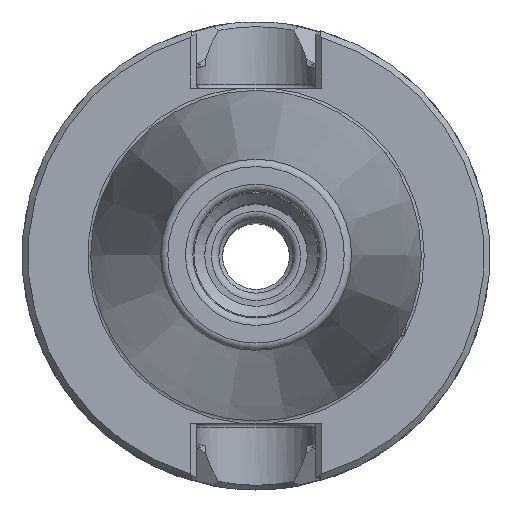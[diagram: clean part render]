
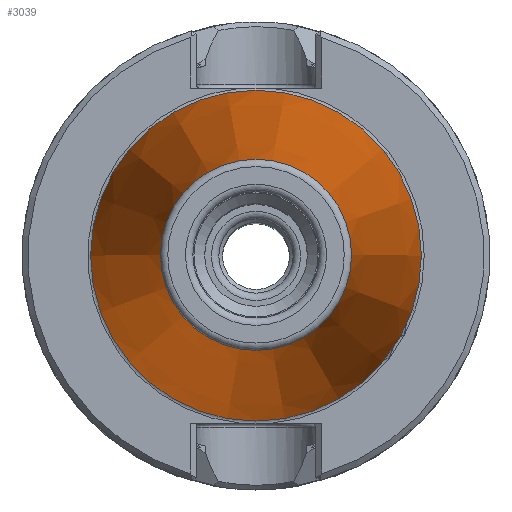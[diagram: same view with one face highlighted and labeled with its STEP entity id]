
A CAD part, top view. The second image highlights one B-rep face of the part: STEP entity #3039.
In plain terms, the highlighted conical face has half-angle 8.297 degrees and reference radius 12.871 mm.
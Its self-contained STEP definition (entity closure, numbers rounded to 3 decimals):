
#297=CONICAL_SURFACE('',#3223,12.871,0.145);
#375=ORIENTED_EDGE('',*,*,#867,.T.);
#376=ORIENTED_EDGE('',*,*,#866,.F.);
#866=EDGE_CURVE('',#1123,#1123,#1320,.T.);
#867=EDGE_CURVE('',#1124,#1124,#1321,.T.);
#1123=VERTEX_POINT('',#4187);
#1124=VERTEX_POINT('',#4190);
#1320=CIRCLE('',#3222,12.871);
#1321=CIRCLE('',#3224,22.268);
#1466=EDGE_LOOP('',(#375));
#1467=EDGE_LOOP('',(#376));
#1708=FACE_BOUND('',#1466,.T.);
#1709=FACE_BOUND('',#1467,.T.);
#3039=ADVANCED_FACE('',(#1708,#1709),#297,.T.);
#3222=AXIS2_PLACEMENT_3D('',#4186,#3561,#3562);
#3223=AXIS2_PLACEMENT_3D('',#4188,#3563,#3564);
#3224=AXIS2_PLACEMENT_3D('',#4189,#3565,#3566);
#3561=DIRECTION('',(0.,0.,1.));
#3562=DIRECTION('',(1.,0.,0.));
#3563=DIRECTION('',(0.,0.,-1.));
#3564=DIRECTION('',(-1.,0.,0.));
#3565=DIRECTION('',(0.,0.,1.));
#3566=DIRECTION('',(1.,0.,0.));
#4186=CARTESIAN_POINT('',(0.,0.,64.544));
#4187=CARTESIAN_POINT('',(12.871,0.,64.544));
#4188=CARTESIAN_POINT('',(0.,0.,64.544));
#4189=CARTESIAN_POINT('',(0.,0.,0.106));
#4190=CARTESIAN_POINT('',(22.268,0.,0.106));
